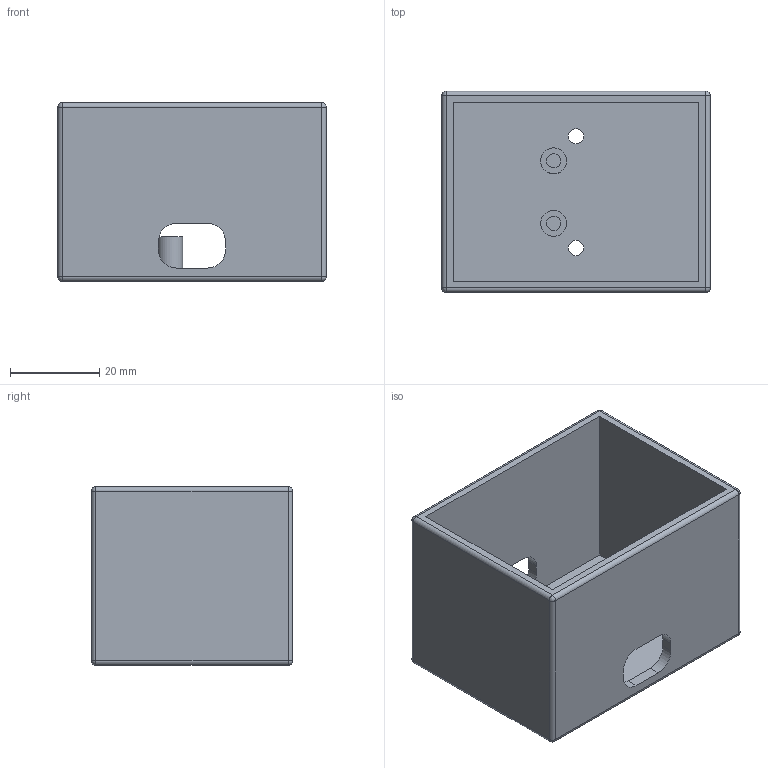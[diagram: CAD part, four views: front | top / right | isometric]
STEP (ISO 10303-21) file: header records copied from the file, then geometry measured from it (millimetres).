
FILE_DESCRIPTION(/* description */ ('Unknown'),/* implementation_level */ '2;1');
FILE_NAME(/* name */ 'Button_IMU_Mount_1',/* time_stamp */ '2024-04-29T11:10:55+02:00',/* author */ ('Unknown'),/* organization */ ('Unknown'),/* preprocessor_version */ 'ST-DEVELOPER v18.104',/* originating_system */ 'Solid Edge',/* authorisation */ 'Unknown');
FILE_SCHEMA (('AUTOMOTIVE_DESIGN {1 0 10303 214 3 1 1}'));
Length unit declared in the file: millimetre
Products named in the file (1): Button_IMU_Mount_1
Bounding box: 60 x 45 x 40 mm (x, y, z)
Volume: 23853.3 mm3; surface area: 20899.3 mm2
Topology: 1 solids, 1 shells, 57 faces, 134 edges, 76 vertices
Faces by surface type: cylinder 26, plane 23, sphere 8
Full cylindrical faces by diameter (mm): 3.2 x2, 3.4 x2, 5.8 x2
Entity records: 1576 total; most frequent: DIRECTION 288, CARTESIAN_POINT 254, ORIENTED_EDGE 240, EDGE_CURVE 120, AXIS2_PLACEMENT_3D 110, VERTEX_POINT 76, EDGE_LOOP 76, FACE_BOUND 76
